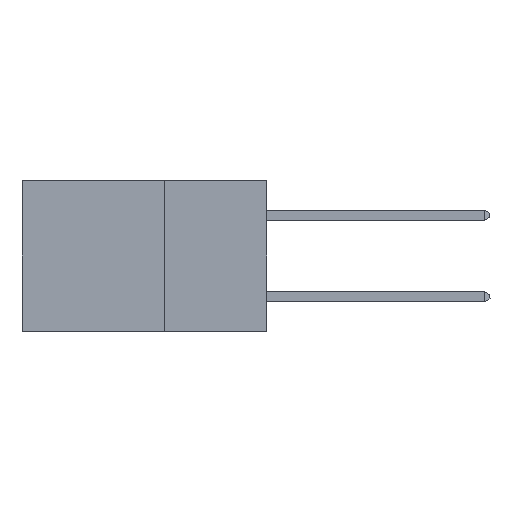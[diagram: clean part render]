
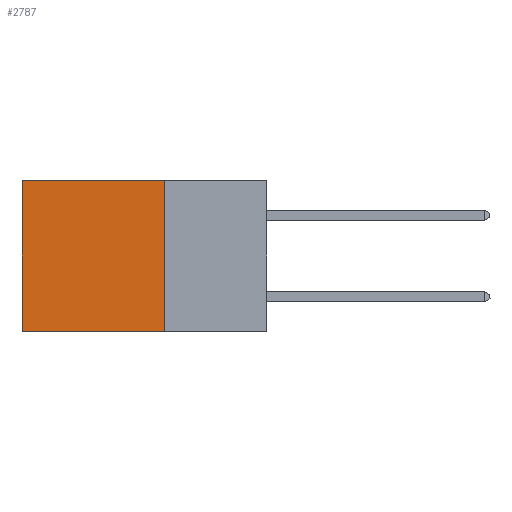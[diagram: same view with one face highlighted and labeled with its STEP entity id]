
A CAD part, left-side view. The second image highlights one B-rep face of the part: STEP entity #2787.
In plain terms, the highlighted planar face has unit normal (-1, 0, 0).
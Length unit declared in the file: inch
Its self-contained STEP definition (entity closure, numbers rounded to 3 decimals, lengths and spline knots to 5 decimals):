
#842 = EDGE_LOOP ( 'NONE', ( #13608, #10070, #2107, #5309 ) ) ;
#2107 = ORIENTED_EDGE ( 'NONE', *, *, #7415, .F. ) ;
#2787 = ADVANCED_FACE ( 'NONE', ( #14796 ), #6215, .F. ) ;
#3673 = DIRECTION ( 'NONE',  ( 0., 1., 0. ) ) ;
#3925 = EDGE_CURVE ( 'NONE', #15419, #9163, #8797, .T. ) ;
#4844 = DIRECTION ( 'NONE',  ( 1., 0., 0. ) ) ;
#5039 = VECTOR ( 'NONE', #13176, 39.37008 ) ;
#5309 = ORIENTED_EDGE ( 'NONE', *, *, #6171, .T. ) ;
#6171 = EDGE_CURVE ( 'NONE', #12253, #15419, #12243, .T. ) ;
#6215 = PLANE ( 'NONE',  #9818 ) ;
#6778 = VECTOR ( 'NONE', #15619, 39.37008 ) ;
#6972 = CARTESIAN_POINT ( 'NONE',  ( 0.2875, 0.25, 0. ) ) ;
#7129 = CARTESIAN_POINT ( 'NONE',  ( 0.2875, 0.25, 0. ) ) ;
#7305 = DIRECTION ( 'NONE',  ( 0., 0., -1. ) ) ;
#7415 = EDGE_CURVE ( 'NONE', #12253, #8678, #15865, .T. ) ;
#7525 = CARTESIAN_POINT ( 'NONE',  ( 0.2875, 0.25, 0. ) ) ;
#8364 = CARTESIAN_POINT ( 'NONE',  ( 0.2875, 0.25, 0. ) ) ;
#8409 = VECTOR ( 'NONE', #15048, 39.37008 ) ;
#8678 = VERTEX_POINT ( 'NONE', #10613 ) ;
#8797 = LINE ( 'NONE', #11769, #8409 ) ;
#9163 = VERTEX_POINT ( 'NONE', #11808 ) ;
#9818 = AXIS2_PLACEMENT_3D ( 'NONE', #7525, #4844, #7305 ) ;
#10070 = ORIENTED_EDGE ( 'NONE', *, *, #15636, .F. ) ;
#10613 = CARTESIAN_POINT ( 'NONE',  ( 0.2875, 0.25, -0.37 ) ) ;
#11769 = CARTESIAN_POINT ( 'NONE',  ( 0.2875, 0.6, 0. ) ) ;
#11808 = CARTESIAN_POINT ( 'NONE',  ( 0.2875, 0.6, -0.37 ) ) ;
#12243 = LINE ( 'NONE', #7129, #5039 ) ;
#12253 = VERTEX_POINT ( 'NONE', #8364 ) ;
#13176 = DIRECTION ( 'NONE',  ( 0., 1., 0. ) ) ;
#13608 = ORIENTED_EDGE ( 'NONE', *, *, #3925, .T. ) ;
#14785 = CARTESIAN_POINT ( 'NONE',  ( 0.2875, 0.25, -0.37 ) ) ;
#14796 = FACE_OUTER_BOUND ( 'NONE', #842, .T. ) ;
#15048 = DIRECTION ( 'NONE',  ( 0., 0., -1. ) ) ;
#15237 = VECTOR ( 'NONE', #3673, 39.37008 ) ;
#15419 = VERTEX_POINT ( 'NONE', #15966 ) ;
#15619 = DIRECTION ( 'NONE',  ( 0., 0., -1. ) ) ;
#15636 = EDGE_CURVE ( 'NONE', #8678, #9163, #16048, .T. ) ;
#15865 = LINE ( 'NONE', #6972, #6778 ) ;
#15966 = CARTESIAN_POINT ( 'NONE',  ( 0.2875, 0.6, 0. ) ) ;
#16048 = LINE ( 'NONE', #14785, #15237 ) ;
